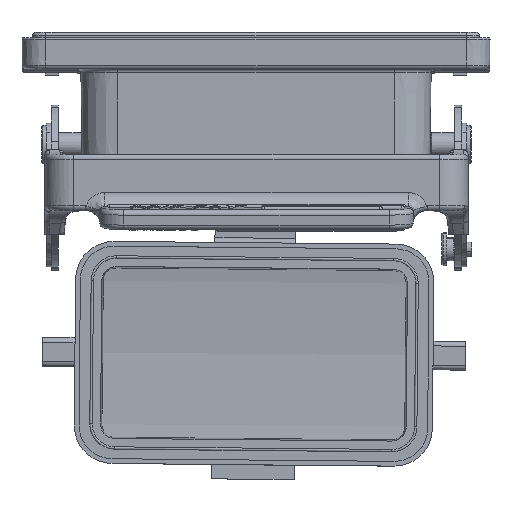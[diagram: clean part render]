
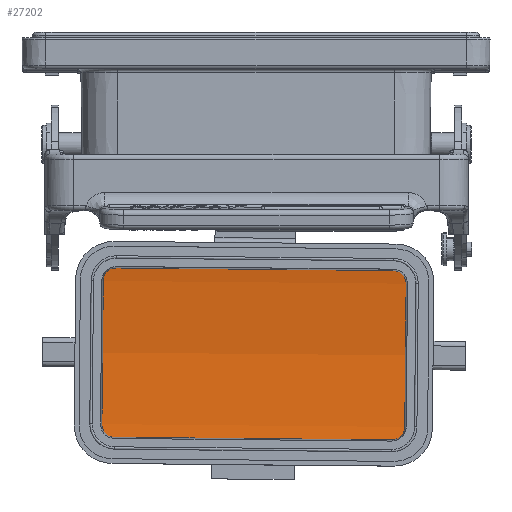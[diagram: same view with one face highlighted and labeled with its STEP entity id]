
A CAD part, top view. The second image highlights one B-rep face of the part: STEP entity #27202.
In plain terms, the highlighted cylindrical face has radius 127.858 mm (diameter 255.716 mm), a partial arc.
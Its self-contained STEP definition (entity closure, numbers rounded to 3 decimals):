
#2614=CARTESIAN_POINT('',(-32.27,-55.26,
-46.615));
#2615=CARTESIAN_POINT('',(-32.273,-55.503,
-46.586));
#2616=CARTESIAN_POINT('',(-32.216,-55.972,
-46.53));
#2617=CARTESIAN_POINT('',(-31.953,-56.635,
-46.446));
#2618=CARTESIAN_POINT('',(-31.512,-57.224,
-46.369));
#2619=CARTESIAN_POINT('',(-30.943,-57.666,
-46.31));
#2620=CARTESIAN_POINT('',(-30.276,-57.945,
-46.272));
#2621=CARTESIAN_POINT('',(-29.817,-58.008,
-46.263));
#2622=CARTESIAN_POINT('',(-29.58,-58.011,
-46.263));
#2641=CARTESIAN_POINT('',(-29.249,-22.562,
-46.263));
#2642=CARTESIAN_POINT('',(-29.49,-22.559,
-46.263));
#2643=CARTESIAN_POINT('',(-29.954,-22.616,
-46.272));
#2644=CARTESIAN_POINT('',(-30.626,-22.885,
-46.31));
#2645=CARTESIAN_POINT('',(-31.201,-23.318,
-46.37));
#2646=CARTESIAN_POINT('',(-31.65,-23.896,
-46.446));
#2647=CARTESIAN_POINT('',(-31.923,-24.554,
-46.53));
#2648=CARTESIAN_POINT('',(-31.989,-25.02,
-46.586));
#2649=CARTESIAN_POINT('',(-31.991,-25.262,
-46.615));
#2659=CARTESIAN_POINT('',(31.439,-25.852,
-46.61));
#2660=CARTESIAN_POINT('',(31.442,-25.61,
-46.581));
#2661=CARTESIAN_POINT('',(31.384,-25.141,
-46.525));
#2662=CARTESIAN_POINT('',(31.122,-24.478,
-46.441));
#2663=CARTESIAN_POINT('',(30.68,-23.889,
-46.364));
#2664=CARTESIAN_POINT('',(30.111,-23.447,
-46.305));
#2665=CARTESIAN_POINT('',(29.445,-23.168,
-46.267));
#2666=CARTESIAN_POINT('',(28.985,-23.104,
-46.258));
#2667=CARTESIAN_POINT('',(28.748,-23.102,
-46.258));
#2695=CARTESIAN_POINT('',(28.418,-58.551,
-46.258));
#2696=CARTESIAN_POINT('',(28.658,-58.553,
-46.258));
#2697=CARTESIAN_POINT('',(29.123,-58.496,
-46.267));
#2698=CARTESIAN_POINT('',(29.795,-58.227,
-46.305));
#2699=CARTESIAN_POINT('',(30.37,-57.794,
-46.365));
#2700=CARTESIAN_POINT('',(30.818,-57.217,
-46.441));
#2701=CARTESIAN_POINT('',(31.092,-56.559,
-46.525));
#2702=CARTESIAN_POINT('',(31.158,-56.093,
-46.581));
#2703=CARTESIAN_POINT('',(31.159,-55.851,
-46.61));
#2705=DIRECTION('',(-1.,0.009,0.));
#2706=VECTOR('',#2705,58.);
#2707=CARTESIAN_POINT('',(28.418,-58.551,
-46.258));
#2708=LINE('',#2707,#2706);
#2709=CARTESIAN_POINT('',(-32.27,-55.26,
-46.615));
#2710=CARTESIAN_POINT('',(-32.25,-53.601,
-46.811));
#2711=CARTESIAN_POINT('',(-32.21,-50.277,
-47.138));
#2712=CARTESIAN_POINT('',(-32.156,-45.269,
-47.432));
#2713=CARTESIAN_POINT('',(-32.123,-41.938,
-47.499));
#2714=CARTESIAN_POINT('',(-32.107,-40.266,
-47.499));
#2716=CARTESIAN_POINT('',(-32.107,-40.266,
-47.499));
#2717=CARTESIAN_POINT('',(-32.092,-38.595,
-47.499));
#2718=CARTESIAN_POINT('',(-32.062,-35.248,
-47.432));
#2719=CARTESIAN_POINT('',(-32.023,-30.246,
-47.138));
#2720=CARTESIAN_POINT('',(-32.001,-26.921,
-46.811));
#2721=CARTESIAN_POINT('',(-31.991,-25.262,
-46.615));
#2723=DIRECTION('',(1.,-0.009,0.));
#2724=VECTOR('',#2723,58.);
#2725=CARTESIAN_POINT('',(-29.249,-22.562,
-46.263));
#2726=LINE('',#2725,#2724);
#2727=CARTESIAN_POINT('',(31.439,-25.852,
-46.61));
#2728=CARTESIAN_POINT('',(31.418,-27.512,
-46.806));
#2729=CARTESIAN_POINT('',(31.379,-30.835,
-47.133));
#2730=CARTESIAN_POINT('',(31.324,-35.843,
-47.427));
#2731=CARTESIAN_POINT('',(31.291,-39.175,
-47.494));
#2732=CARTESIAN_POINT('',(31.276,-40.846,
-47.494));
#2734=CARTESIAN_POINT('',(31.276,-40.846,
-47.494));
#2735=CARTESIAN_POINT('',(31.26,-42.518,
-47.494));
#2736=CARTESIAN_POINT('',(31.231,-45.865,
-47.427));
#2737=CARTESIAN_POINT('',(31.192,-50.866,
-47.133));
#2738=CARTESIAN_POINT('',(31.169,-54.191,
-46.806));
#2739=CARTESIAN_POINT('',(31.159,-55.851,
-46.61));
#23748=CARTESIAN_POINT('',(-29.58,-58.011,
-46.263));
#23749=VERTEX_POINT('',#23748);
#23750=CARTESIAN_POINT('',(28.418,-58.551,
-46.258));
#23751=VERTEX_POINT('',#23750);
#23752=CARTESIAN_POINT('',(-32.27,-55.26,
-46.615));
#23753=VERTEX_POINT('',#23752);
#23754=CARTESIAN_POINT('',(-31.991,-25.262,
-46.615));
#23755=VERTEX_POINT('',#23754);
#23756=VERTEX_POINT('',#2716);
#23757=CARTESIAN_POINT('',(-29.249,-22.562,
-46.263));
#23758=VERTEX_POINT('',#23757);
#23759=CARTESIAN_POINT('',(28.748,-23.102,
-46.258));
#23760=VERTEX_POINT('',#23759);
#23761=CARTESIAN_POINT('',(31.439,-25.852,
-46.61));
#23762=VERTEX_POINT('',#23761);
#23763=CARTESIAN_POINT('',(31.159,-55.851,
-46.61));
#23764=VERTEX_POINT('',#23763);
#23765=VERTEX_POINT('',#2734);
#27185=CARTESIAN_POINT('',(40.372,-40.936,
80.366));
#27186=DIRECTION('',(1.,-0.009,0.));
#27187=DIRECTION('',(0.,0.,-1.));
#27188=AXIS2_PLACEMENT_3D('',#27185,#27186,#27187);
#27189=CYLINDRICAL_SURFACE('',#27188,127.858);
#27190=ORIENTED_EDGE('',*,*,#27180,.F.);
#27191=ORIENTED_EDGE('',*,*,#27076,.T.);
#27192=ORIENTED_EDGE('',*,*,#27093,.F.);
#27193=ORIENTED_EDGE('',*,*,#27109,.T.);
#27194=ORIENTED_EDGE('',*,*,#27107,.T.);
#27195=ORIENTED_EDGE('',*,*,#27123,.F.);
#27196=ORIENTED_EDGE('',*,*,#27137,.T.);
#27197=ORIENTED_EDGE('',*,*,#27149,.F.);
#27198=ORIENTED_EDGE('',*,*,#27167,.T.);
#27199=ORIENTED_EDGE('',*,*,#27165,.T.);
#27200=EDGE_LOOP('',(#27190,#27191,#27192,#27193,#27194,#27195,#27196,#27197,
#27198,#27199));
#27201=FACE_OUTER_BOUND('',#27200,.F.);
#27202=ADVANCED_FACE('',(#27201),#27189,.F.);
#2623=B_SPLINE_CURVE_WITH_KNOTS('',3,(#2614,#2615,#2616,#2617,#2618,#2619,#2620,
#2621,#2622),.UNSPECIFIED.,.F.,.F.,(4,1,1,1,1,1,4),(0.,0.167,
0.333,0.5,0.667,0.833,1.),
.UNSPECIFIED.);
#2650=B_SPLINE_CURVE_WITH_KNOTS('',3,(#2641,#2642,#2643,#2644,#2645,#2646,#2647,
#2648,#2649),.UNSPECIFIED.,.F.,.F.,(4,1,1,1,1,1,4),(0.,0.167,
0.333,0.5,0.667,0.833,1.),
.UNSPECIFIED.);
#2668=B_SPLINE_CURVE_WITH_KNOTS('',3,(#2659,#2660,#2661,#2662,#2663,#2664,#2665,
#2666,#2667),.UNSPECIFIED.,.F.,.F.,(4,1,1,1,1,1,4),(0.,0.167,
0.333,0.5,0.667,0.833,1.),
.UNSPECIFIED.);
#2704=B_SPLINE_CURVE_WITH_KNOTS('',3,(#2695,#2696,#2697,#2698,#2699,#2700,#2701,
#2702,#2703),.UNSPECIFIED.,.F.,.F.,(4,1,1,1,1,1,4),(0.,0.167,
0.333,0.5,0.667,0.833,1.),
.UNSPECIFIED.);
#2715=B_SPLINE_CURVE_WITH_KNOTS('',3,(#2709,#2710,#2711,#2712,#2713,#2714),
.UNSPECIFIED.,.F.,.F.,(4,1,1,4),(0.,0.333,0.667,1.),
.UNSPECIFIED.);
#2722=B_SPLINE_CURVE_WITH_KNOTS('',3,(#2716,#2717,#2718,#2719,#2720,#2721),
.UNSPECIFIED.,.F.,.F.,(4,1,1,4),(0.,0.333,0.667,1.),
.UNSPECIFIED.);
#2733=B_SPLINE_CURVE_WITH_KNOTS('',3,(#2727,#2728,#2729,#2730,#2731,#2732),
.UNSPECIFIED.,.F.,.F.,(4,1,1,4),(0.,0.333,0.667,1.),
.UNSPECIFIED.);
#2740=B_SPLINE_CURVE_WITH_KNOTS('',3,(#2734,#2735,#2736,#2737,#2738,#2739),
.UNSPECIFIED.,.F.,.F.,(4,1,1,4),(0.,0.333,0.667,1.),
.UNSPECIFIED.);
#27076=EDGE_CURVE('',#23751,#23749,#2708,.T.);
#27093=EDGE_CURVE('',#23753,#23749,#2623,.T.);
#27107=EDGE_CURVE('',#23756,#23755,#2722,.T.);
#27109=EDGE_CURVE('',#23753,#23756,#2715,.T.);
#27123=EDGE_CURVE('',#23758,#23755,#2650,.T.);
#27137=EDGE_CURVE('',#23758,#23760,#2726,.T.);
#27149=EDGE_CURVE('',#23762,#23760,#2668,.T.);
#27165=EDGE_CURVE('',#23765,#23764,#2740,.T.);
#27167=EDGE_CURVE('',#23762,#23765,#2733,.T.);
#27180=EDGE_CURVE('',#23751,#23764,#2704,.T.);
